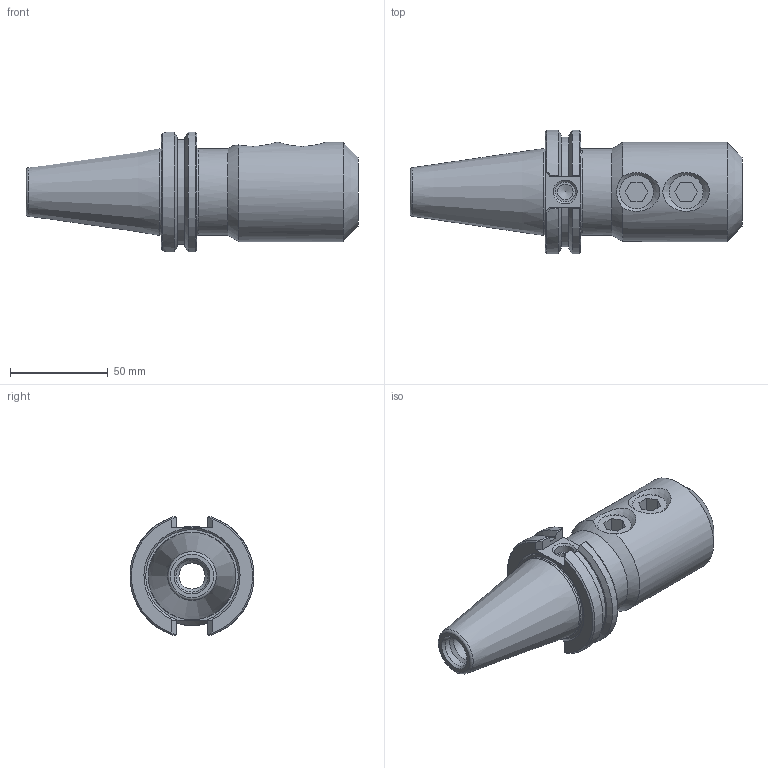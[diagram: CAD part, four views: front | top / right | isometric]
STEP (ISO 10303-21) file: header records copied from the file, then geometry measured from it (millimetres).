
FILE_DESCRIPTION((''),'2;1');
FILE_NAME('C40F-10EM4.iam.stp','2014-07-08T12:46:42',(''),(''),'Autodesk Inventor 2012','Autodesk Inventor 2012','');
FILE_SCHEMA(('AUTOMOTIVE_DESIGN { 1 0 10303 214 1 1 1 1 }'));
Length unit declared in the file: inch
Products named in the file (3): C40F-10EM4; C40F-10EM4-1; 029-926
Assembly tree (3 placements, depth 2):
  C40F-10EM4
    C40F-10EM4-1
    029-926  x2
Bounding box: 169.86 x 63.28 x 61.11 mm (x, y, z)
Volume: 199474.9 mm3; surface area: 44561.6 mm2
Topology: 3 solids, 3 shells, 103 faces, 263 edges, 171 vertices
Faces by surface type: plane 52, cone 25, cylinder 19, bspline 4, torus 3
Full cylindrical faces by diameter (mm): 8 x1, 10.135 x1, 13.386 x1, 16.459 x1, 17.323 x2, 19.05 x2, 25.4 x1, 26.416 x1, 43.942 x1, 44.45 x1, 50.8 x1
Entity records: 3586 total; most frequent: CARTESIAN_POINT 1436, ORIENTED_EDGE 402, DIRECTION 383, EDGE_CURVE 201, AXIS2_PLACEMENT_3D 149, VERTEX_POINT 147, EDGE_LOOP 130, FACE_OUTER_BOUND 91
